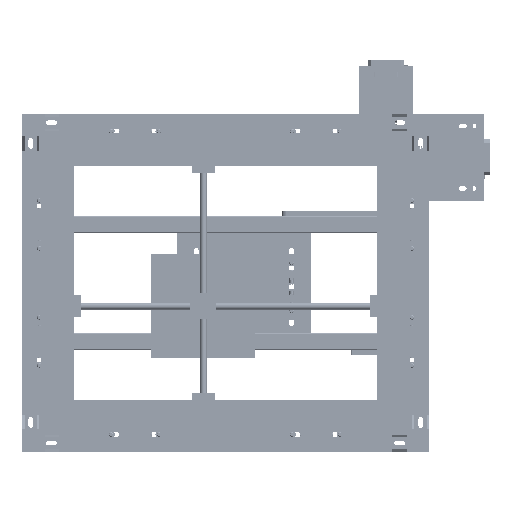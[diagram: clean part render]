
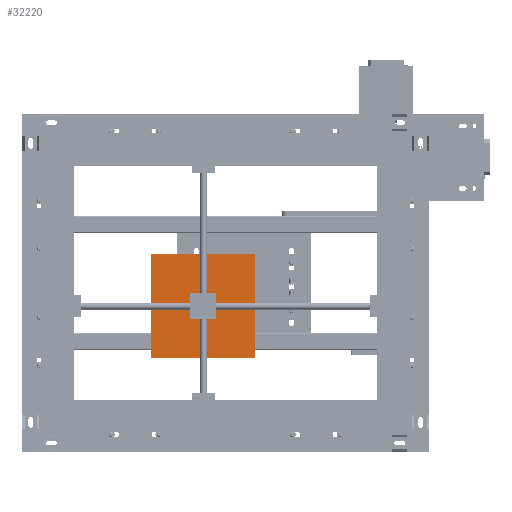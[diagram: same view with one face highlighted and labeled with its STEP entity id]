
A CAD part, left-side view. The second image highlights one B-rep face of the part: STEP entity #32220.
In plain terms, the highlighted face is planar.
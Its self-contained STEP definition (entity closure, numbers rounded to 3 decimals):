
#318 = CARTESIAN_POINT ( 'NONE',  ( -45., 30., 75. ) ) ;
#341 = EDGE_CURVE ( 'NONE', #17928, #20705, #33714, .T. ) ;
#2548 = EDGE_CURVE ( 'NONE', #43875, #46771, #16404, .T. ) ;
#3906 = EDGE_CURVE ( 'NONE', #28120, #17928, #19692, .T. ) ;
#4515 = DIRECTION ( 'NONE',  ( 0., 0., -1. ) ) ;
#5011 = VECTOR ( 'NONE', #4515, 1000. ) ;
#5643 = DIRECTION ( 'NONE',  ( 0., 0., 1. ) ) ;
#6079 = CARTESIAN_POINT ( 'NONE',  ( 30., 30., 30. ) ) ;
#6185 = CARTESIAN_POINT ( 'NONE',  ( -45., 30., -45. ) ) ;
#6749 = LINE ( 'NONE', #23136, #11094 ) ;
#6774 = EDGE_CURVE ( 'NONE', #20705, #15277, #23402, .T. ) ;
#6801 = EDGE_CURVE ( 'NONE', #15277, #28120, #14243, .T. ) ;
#9630 = EDGE_CURVE ( 'NONE', #30104, #43875, #6749, .T. ) ;
#11094 = VECTOR ( 'NONE', #31351, 1000. ) ;
#11588 = DIRECTION ( 'NONE',  ( 0., 1., 0. ) ) ;
#11937 = ORIENTED_EDGE ( 'NONE', *, *, #341, .F. ) ;
#14243 = LINE ( 'NONE', #26665, #47302 ) ;
#15117 = VECTOR ( 'NONE', #35831, 1000. ) ;
#15277 = VERTEX_POINT ( 'NONE', #20096 ) ;
#15482 = CARTESIAN_POINT ( 'NONE',  ( -45., 30., 75. ) ) ;
#16404 = LINE ( 'NONE', #43927, #5011 ) ;
#17519 = DIRECTION ( 'NONE',  ( -1., 0., 0. ) ) ;
#17928 = VERTEX_POINT ( 'NONE', #29181 ) ;
#17973 = CARTESIAN_POINT ( 'NONE',  ( 0., 30., 0. ) ) ;
#19301 = VERTEX_POINT ( 'NONE', #35519 ) ;
#19547 = CARTESIAN_POINT ( 'NONE',  ( 0., 30., 0. ) ) ;
#19692 = LINE ( 'NONE', #31848, #15117 ) ;
#20096 = CARTESIAN_POINT ( 'NONE',  ( 75., 30., 75. ) ) ;
#20705 = VERTEX_POINT ( 'NONE', #318 ) ;
#21497 = LINE ( 'NONE', #34195, #24658 ) ;
#22208 = DIRECTION ( 'NONE',  ( 0., 0., 1. ) ) ;
#22700 = ORIENTED_EDGE ( 'NONE', *, *, #29339, .T. ) ;
#23136 = CARTESIAN_POINT ( 'NONE',  ( 0., 30., 30. ) ) ;
#23402 = LINE ( 'NONE', #15482, #50708 ) ;
#24658 = VECTOR ( 'NONE', #17519, 1000. ) ;
#26580 = AXIS2_PLACEMENT_3D ( 'NONE', #19547, #11588, #51266 ) ;
#26665 = CARTESIAN_POINT ( 'NONE',  ( 75., 30., -45. ) ) ;
#27317 = EDGE_CURVE ( 'NONE', #19301, #30104, #29620, .T. ) ;
#27473 = FACE_OUTER_BOUND ( 'NONE', #30049, .T. ) ;
#28120 = VERTEX_POINT ( 'NONE', #39644 ) ;
#29181 = CARTESIAN_POINT ( 'NONE',  ( -45., 30., -45. ) ) ;
#29339 = EDGE_CURVE ( 'NONE', #46771, #19301, #21497, .T. ) ;
#29424 = ORIENTED_EDGE ( 'NONE', *, *, #2548, .T. ) ;
#29620 = LINE ( 'NONE', #17973, #35592 ) ;
#30049 = EDGE_LOOP ( 'NONE', ( #31469, #31930, #11937, #44092 ) ) ;
#30104 = VERTEX_POINT ( 'NONE', #48352 ) ;
#31351 = DIRECTION ( 'NONE',  ( 1., 0., 0. ) ) ;
#31469 = ORIENTED_EDGE ( 'NONE', *, *, #6801, .F. ) ;
#31848 = CARTESIAN_POINT ( 'NONE',  ( -45., 30., -45. ) ) ;
#31930 = ORIENTED_EDGE ( 'NONE', *, *, #6774, .F. ) ;
#32220 = ADVANCED_FACE ( 'NONE', ( #27473, #43585 ), #47569, .F. ) ;
#33714 = LINE ( 'NONE', #6185, #45355 ) ;
#34195 = CARTESIAN_POINT ( 'NONE',  ( 0., 30., 0. ) ) ;
#35519 = CARTESIAN_POINT ( 'NONE',  ( 0., 30., 0. ) ) ;
#35592 = VECTOR ( 'NONE', #22208, 1000. ) ;
#35831 = DIRECTION ( 'NONE',  ( -1., 0., 0. ) ) ;
#38068 = DIRECTION ( 'NONE',  ( 0., 0., -1. ) ) ;
#39644 = CARTESIAN_POINT ( 'NONE',  ( 75., 30., -45. ) ) ;
#40404 = CARTESIAN_POINT ( 'NONE',  ( 30., 30., 0. ) ) ;
#43585 = FACE_BOUND ( 'NONE', #45956, .T. ) ;
#43875 = VERTEX_POINT ( 'NONE', #6079 ) ;
#43927 = CARTESIAN_POINT ( 'NONE',  ( 30., 30., 0. ) ) ;
#44092 = ORIENTED_EDGE ( 'NONE', *, *, #3906, .F. ) ;
#45355 = VECTOR ( 'NONE', #5643, 1000. ) ;
#45760 = ORIENTED_EDGE ( 'NONE', *, *, #9630, .T. ) ;
#45956 = EDGE_LOOP ( 'NONE', ( #22700, #48936, #45760, #29424 ) ) ;
#46771 = VERTEX_POINT ( 'NONE', #40404 ) ;
#47302 = VECTOR ( 'NONE', #38068, 1000. ) ;
#47569 = PLANE ( 'NONE',  #26580 ) ;
#48352 = CARTESIAN_POINT ( 'NONE',  ( 0., 30., 30. ) ) ;
#48936 = ORIENTED_EDGE ( 'NONE', *, *, #27317, .T. ) ;
#50708 = VECTOR ( 'NONE', #51940, 1000. ) ;
#51266 = DIRECTION ( 'NONE',  ( 0., 0., 1. ) ) ;
#51940 = DIRECTION ( 'NONE',  ( 1., 0., 0. ) ) ;
